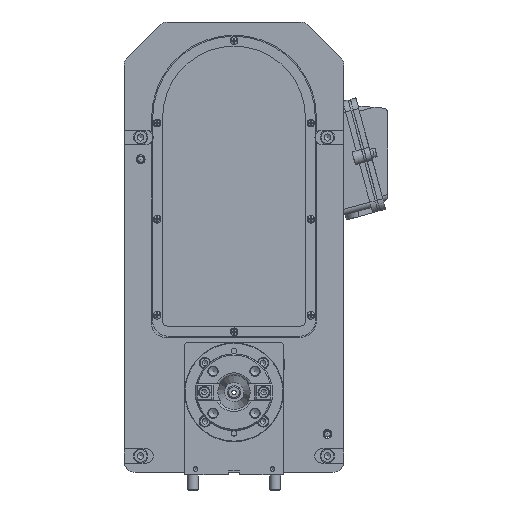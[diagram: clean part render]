
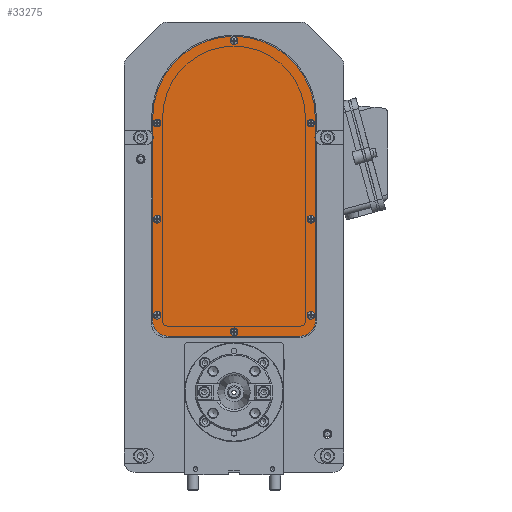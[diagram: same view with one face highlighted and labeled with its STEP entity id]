
A CAD part, front view. The second image highlights one B-rep face of the part: STEP entity #33275.
In plain terms, the highlighted planar face has unit normal (0, -1, 0).
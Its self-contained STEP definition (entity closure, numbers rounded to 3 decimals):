
#1350=LINE('',#47946,#4140);
#1354=LINE('',#47958,#4144);
#1358=LINE('',#47970,#4148);
#4140=VECTOR('',#38672,1000.);
#4144=VECTOR('',#38684,1000.);
#4148=VECTOR('',#38696,1000.);
#6824=PLANE('',#35153);
#8634=ORIENTED_EDGE('',*,*,#17157,.F.);
#8635=ORIENTED_EDGE('',*,*,#17158,.F.);
#8636=ORIENTED_EDGE('',*,*,#17159,.F.);
#8637=ORIENTED_EDGE('',*,*,#17160,.F.);
#8638=ORIENTED_EDGE('',*,*,#17161,.F.);
#8639=ORIENTED_EDGE('',*,*,#17162,.F.);
#8640=ORIENTED_EDGE('',*,*,#17163,.F.);
#8641=ORIENTED_EDGE('',*,*,#17164,.F.);
#8642=ORIENTED_EDGE('',*,*,#17139,.T.);
#8643=ORIENTED_EDGE('',*,*,#17143,.T.);
#8644=ORIENTED_EDGE('',*,*,#17146,.T.);
#8645=ORIENTED_EDGE('',*,*,#17149,.T.);
#8646=ORIENTED_EDGE('',*,*,#17152,.T.);
#8647=ORIENTED_EDGE('',*,*,#17155,.T.);
#17139=EDGE_CURVE('',#22348,#22349,#26061,.T.);
#17143=EDGE_CURVE('',#22349,#22352,#1350,.T.);
#17146=EDGE_CURVE('',#22352,#22354,#26063,.T.);
#17149=EDGE_CURVE('',#22354,#22356,#1354,.T.);
#17152=EDGE_CURVE('',#22356,#22358,#26065,.T.);
#17155=EDGE_CURVE('',#22358,#22348,#1358,.T.);
#17157=EDGE_CURVE('',#22360,#22360,#26067,.T.);
#17158=EDGE_CURVE('',#22361,#22361,#26068,.T.);
#17159=EDGE_CURVE('',#22362,#22362,#26069,.T.);
#17160=EDGE_CURVE('',#22363,#22363,#26070,.T.);
#17161=EDGE_CURVE('',#22364,#22364,#26071,.T.);
#17162=EDGE_CURVE('',#22365,#22365,#26072,.T.);
#17163=EDGE_CURVE('',#22366,#22366,#26073,.T.);
#17164=EDGE_CURVE('',#22367,#22367,#26074,.T.);
#22348=VERTEX_POINT('',#47938);
#22349=VERTEX_POINT('',#47939);
#22352=VERTEX_POINT('',#47947);
#22354=VERTEX_POINT('',#47953);
#22356=VERTEX_POINT('',#47959);
#22358=VERTEX_POINT('',#47965);
#22360=VERTEX_POINT('',#47974);
#22361=VERTEX_POINT('',#47976);
#22362=VERTEX_POINT('',#47978);
#22363=VERTEX_POINT('',#47980);
#22364=VERTEX_POINT('',#47982);
#22365=VERTEX_POINT('',#47984);
#22366=VERTEX_POINT('',#47986);
#22367=VERTEX_POINT('',#47988);
#26061=CIRCLE('',#35142,14.);
#26063=CIRCLE('',#35146,14.);
#26065=CIRCLE('',#35150,74.);
#26067=CIRCLE('',#35154,2.25);
#26068=CIRCLE('',#35155,2.25);
#26069=CIRCLE('',#35156,2.25);
#26070=CIRCLE('',#35157,2.25);
#26071=CIRCLE('',#35158,2.25);
#26072=CIRCLE('',#35159,2.25);
#26073=CIRCLE('',#35160,2.25);
#26074=CIRCLE('',#35161,2.25);
#27606=EDGE_LOOP('',(#8634));
#27607=EDGE_LOOP('',(#8635));
#27608=EDGE_LOOP('',(#8636));
#27609=EDGE_LOOP('',(#8637));
#27610=EDGE_LOOP('',(#8638));
#27611=EDGE_LOOP('',(#8639));
#27612=EDGE_LOOP('',(#8640));
#27613=EDGE_LOOP('',(#8641));
#27614=EDGE_LOOP('',(#8642,#8643,#8644,#8645,#8646,#8647));
#29556=FACE_BOUND('',#27606,.T.);
#29557=FACE_BOUND('',#27607,.T.);
#29558=FACE_BOUND('',#27608,.T.);
#29559=FACE_BOUND('',#27609,.T.);
#29560=FACE_BOUND('',#27610,.T.);
#29561=FACE_BOUND('',#27611,.T.);
#29562=FACE_BOUND('',#27612,.T.);
#29563=FACE_BOUND('',#27613,.T.);
#29564=FACE_BOUND('',#27614,.T.);
#33275=ADVANCED_FACE('',(#29556,#29557,#29558,#29559,#29560,#29561,#29562,
#29563,#29564),#6824,.T.);
#35142=AXIS2_PLACEMENT_3D('',#47937,#38664,#38665);
#35146=AXIS2_PLACEMENT_3D('',#47952,#38677,#38678);
#35150=AXIS2_PLACEMENT_3D('',#47964,#38689,#38690);
#35153=AXIS2_PLACEMENT_3D('',#47972,#38698,#38699);
#35154=AXIS2_PLACEMENT_3D('',#47973,#38700,#38701);
#35155=AXIS2_PLACEMENT_3D('',#47975,#38702,#38703);
#35156=AXIS2_PLACEMENT_3D('',#47977,#38704,#38705);
#35157=AXIS2_PLACEMENT_3D('',#47979,#38706,#38707);
#35158=AXIS2_PLACEMENT_3D('',#47981,#38708,#38709);
#35159=AXIS2_PLACEMENT_3D('',#47983,#38710,#38711);
#35160=AXIS2_PLACEMENT_3D('',#47985,#38712,#38713);
#35161=AXIS2_PLACEMENT_3D('',#47987,#38714,#38715);
#38664=DIRECTION('',(0.,-1.,0.));
#38665=DIRECTION('',(1.,0.,0.));
#38672=DIRECTION('',(1.,0.,0.));
#38677=DIRECTION('',(0.,-1.,0.));
#38678=DIRECTION('',(-1.,0.,0.));
#38684=DIRECTION('',(0.,0.,1.));
#38689=DIRECTION('',(0.,-1.,0.));
#38690=DIRECTION('',(1.,0.,0.));
#38696=DIRECTION('',(0.,0.,-1.));
#38698=DIRECTION('',(0.,-1.,0.));
#38699=DIRECTION('',(0.,0.,-1.));
#38700=DIRECTION('',(0.,-1.,0.));
#38701=DIRECTION('',(1.,0.,0.));
#38702=DIRECTION('',(0.,-1.,0.));
#38703=DIRECTION('',(1.,0.,0.));
#38704=DIRECTION('',(0.,-1.,0.));
#38705=DIRECTION('',(1.,0.,0.));
#38706=DIRECTION('',(0.,-1.,0.));
#38707=DIRECTION('',(1.,0.,0.));
#38708=DIRECTION('',(0.,-1.,0.));
#38709=DIRECTION('',(1.,0.,0.));
#38710=DIRECTION('',(0.,-1.,0.));
#38711=DIRECTION('',(1.,0.,0.));
#38712=DIRECTION('',(0.,-1.,0.));
#38713=DIRECTION('',(1.,0.,0.));
#38714=DIRECTION('',(0.,-1.,0.));
#38715=DIRECTION('',(1.,0.,0.));
#47937=CARTESIAN_POINT('',(-60.,135.,65.));
#47938=CARTESIAN_POINT('',(-74.,135.,65.));
#47939=CARTESIAN_POINT('',(-60.,135.,51.));
#47946=CARTESIAN_POINT('',(-60.,135.,51.));
#47947=CARTESIAN_POINT('',(60.,135.,51.));
#47952=CARTESIAN_POINT('',(60.,135.,65.));
#47953=CARTESIAN_POINT('',(74.,135.,65.));
#47958=CARTESIAN_POINT('',(74.,135.,65.));
#47959=CARTESIAN_POINT('',(74.,135.,250.));
#47964=CARTESIAN_POINT('',(0.,135.,250.));
#47965=CARTESIAN_POINT('',(-74.,135.,250.));
#47970=CARTESIAN_POINT('',(-74.,135.,250.));
#47972=CARTESIAN_POINT('',(-60.,135.,65.));
#47973=CARTESIAN_POINT('',(70.,135.,157.5));
#47974=CARTESIAN_POINT('',(72.25,135.,157.5));
#47975=CARTESIAN_POINT('',(-70.,135.,157.5));
#47976=CARTESIAN_POINT('',(-67.75,135.,157.5));
#47977=CARTESIAN_POINT('',(-70.,135.,70.));
#47978=CARTESIAN_POINT('',(-67.75,135.,70.));
#47979=CARTESIAN_POINT('',(0.,135.,55.));
#47980=CARTESIAN_POINT('',(2.25,135.,55.));
#47981=CARTESIAN_POINT('',(70.,135.,70.));
#47982=CARTESIAN_POINT('',(72.25,135.,70.));
#47983=CARTESIAN_POINT('',(70.,135.,245.));
#47984=CARTESIAN_POINT('',(72.25,135.,245.));
#47985=CARTESIAN_POINT('',(0.,135.,320.));
#47986=CARTESIAN_POINT('',(2.25,135.,320.));
#47987=CARTESIAN_POINT('',(-70.,135.,245.));
#47988=CARTESIAN_POINT('',(-67.75,135.,245.));
